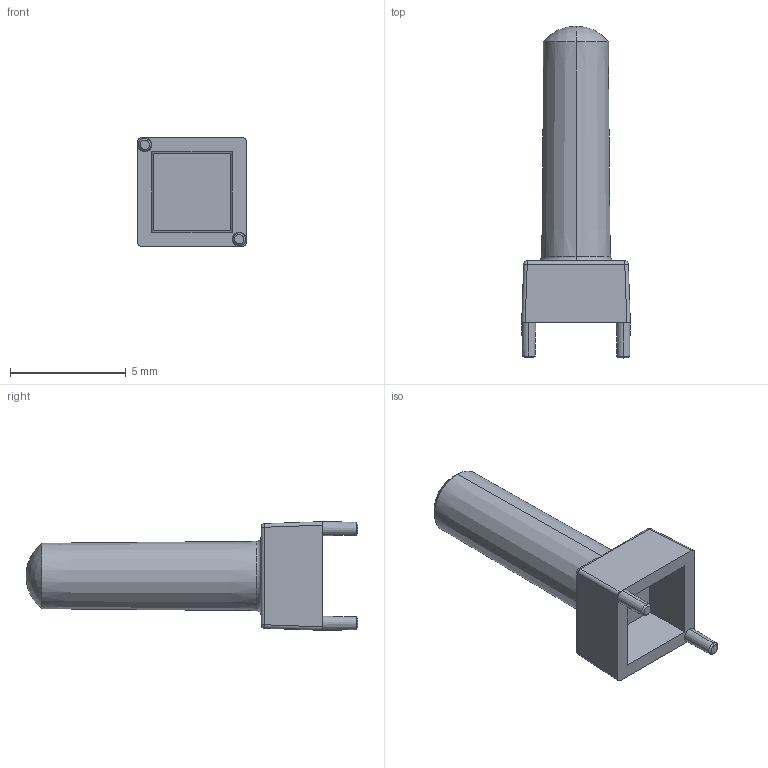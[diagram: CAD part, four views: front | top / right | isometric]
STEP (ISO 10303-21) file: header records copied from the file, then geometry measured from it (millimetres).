
FILE_DESCRIPTION (( 'STEP AP214' ), '1' );
FILE_NAME ('VBL3D0500C.STEP', '2020-09-17T15:10:13', ( 'user' ), ( 'Microsoft' ), 'SwSTEP 2.0', 'SolidWorks 2018', '' );
FILE_SCHEMA (( 'AUTOMOTIVE_DESIGN' ));
Length unit declared in the file: millimetre
Products named in the file (1): VBL3D0500C
Bounding box: 4.7 x 14.35 x 4.7 mm (x, y, z)
Volume: 98.6 mm3; surface area: 209.2 mm2
Topology: 1 solids, 1 shells, 41 faces, 90 edges, 49 vertices
Faces by surface type: plane 15, cone 10, cylinder 8, sphere 6, torus 2
Entity records: 1110 total; most frequent: DIRECTION 202, CARTESIAN_POINT 189, ORIENTED_EDGE 172, EDGE_CURVE 86, AXIS2_PLACEMENT_3D 78, VERTEX_POINT 49, LINE 46, VECTOR 46
